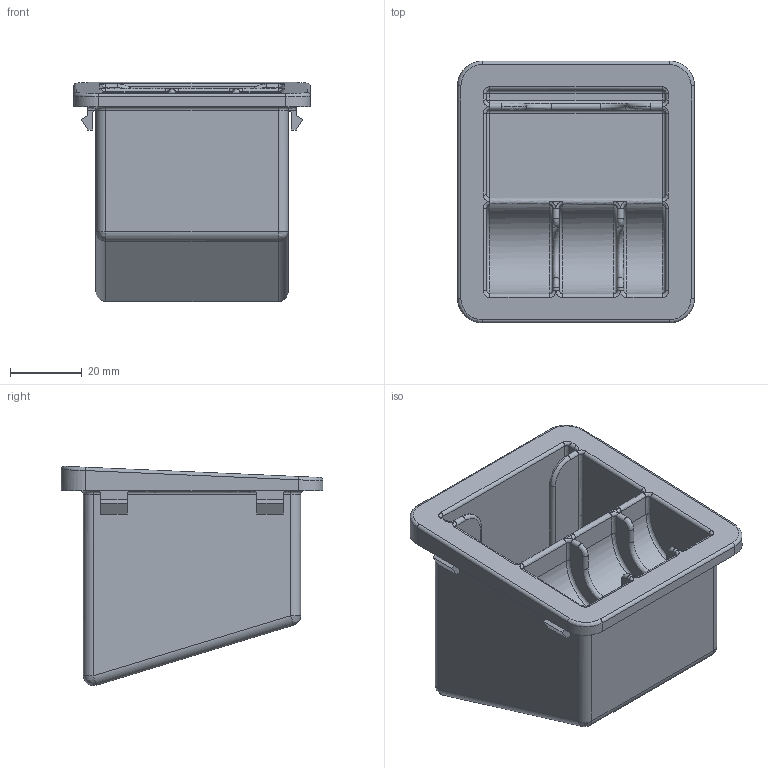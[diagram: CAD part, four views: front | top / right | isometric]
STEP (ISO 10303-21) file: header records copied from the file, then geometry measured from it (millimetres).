
FILE_DESCRIPTION(('FreeCAD Model'),'2;1');
FILE_NAME('Open CASCADE Shape Model','2025-05-04T13:48:12',('FreeCAD'),( 'FreeCAD'),'Open CASCADE STEP processor 7.6','FreeCAD','Unknown');
FILE_SCHEMA(('AUTOMOTIVE_DESIGN { 1 0 10303 214 1 1 1 1 }'));
Length unit declared in the file: millimetre
Products named in the file (1): Open CASCADE STEP translator 7.6 1
Bounding box: 66.22 x 73.24 x 61.35 mm (x, y, z)
Volume: 63988.4 mm3; surface area: 36591.7 mm2
Topology: 1 solids, 2 shells, 235 faces, 545 edges, 316 vertices
Faces by surface type: bspline 235
Entity records: 7362 total; most frequent: CARTESIAN_POINT 4305, ORIENTED_EDGE 1090, EDGE_CURVE 545, VERTEX_POINT 316, B_SPLINE_CURVE_WITH_KNOTS 279, FACE_BOUND 237, EDGE_LOOP 237, ADVANCED_FACE 235
